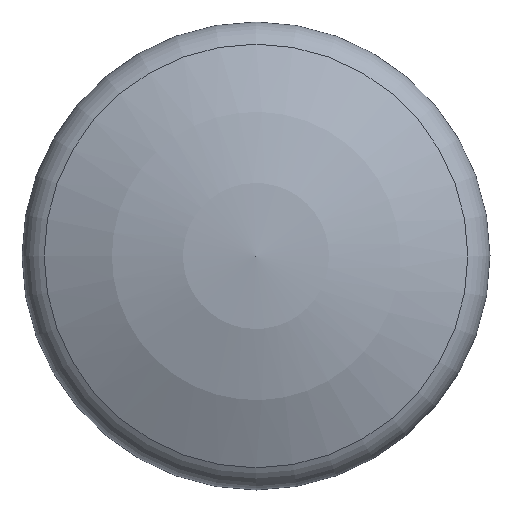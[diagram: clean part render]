
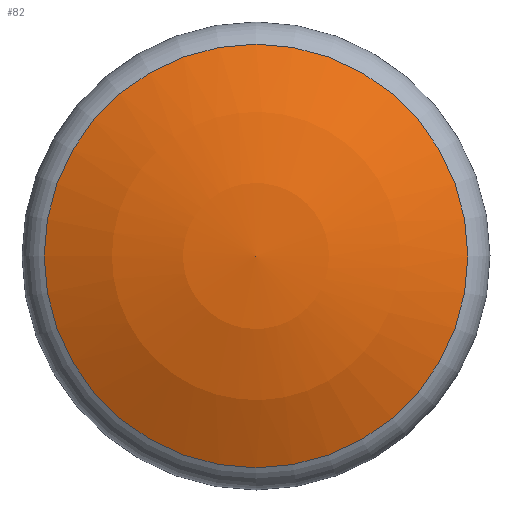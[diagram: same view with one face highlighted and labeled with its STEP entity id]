
A CAD part, left-side view. The second image highlights one B-rep face of the part: STEP entity #82.
In plain terms, the highlighted spherical face has radius 133 mm.
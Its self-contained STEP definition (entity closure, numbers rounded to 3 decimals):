
#82 = ADVANCED_FACE( '', ( #106, #107 ), #108, .T. );
#106 = FACE_BOUND( '', #133, .T. );
#107 = FACE_OUTER_BOUND( '', #134, .T. );
#108 = SPHERICAL_SURFACE( '', #135, 133. );
#133 = VERTEX_LOOP( '', #174 );
#134 = EDGE_LOOP( '', ( #175 ) );
#135 = AXIS2_PLACEMENT_3D( '', #176, #177, #178 );
#174 = VERTEX_POINT( '', #192 );
#175 = ORIENTED_EDGE( '', *, *, #191, .F. );
#176 = CARTESIAN_POINT( '', ( 83.5, 0., 0. ) );
#177 = DIRECTION( '', ( 1., 0., 0. ) );
#178 = DIRECTION( '', ( 0., 1., 0. ) );
#191 = EDGE_CURVE( '', #208, #208, #209, .T. );
#192 = CARTESIAN_POINT( '', ( -49.5, 0., 0. ) );
#208 = VERTEX_POINT( '', #224 );
#209 = CIRCLE( '', #225, 60.206 );
#224 = CARTESIAN_POINT( '', ( -35.093, 0., -60.206 ) );
#225 = AXIS2_PLACEMENT_3D( '', #247, #248, #249 );
#247 = CARTESIAN_POINT( '', ( -35.093, 0., 0. ) );
#248 = DIRECTION( '', ( 1., 0., 0. ) );
#249 = DIRECTION( '', ( 0., 0., -1. ) );
